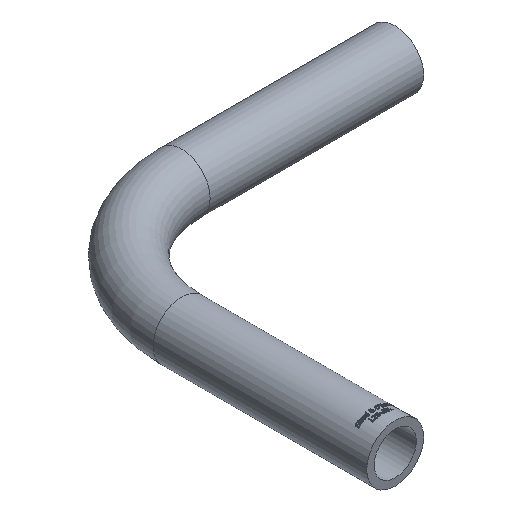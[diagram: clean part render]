
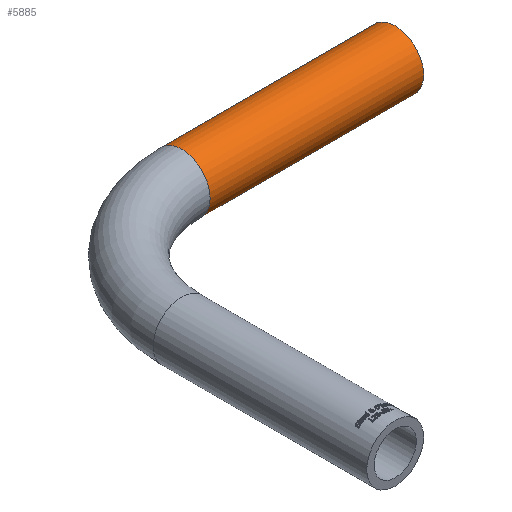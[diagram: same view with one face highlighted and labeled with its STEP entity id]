
A CAD part, isometric view. The second image highlights one B-rep face of the part: STEP entity #5885.
In plain terms, the highlighted cylindrical face has radius 6.35 mm (diameter 12.7 mm), a full revolution.
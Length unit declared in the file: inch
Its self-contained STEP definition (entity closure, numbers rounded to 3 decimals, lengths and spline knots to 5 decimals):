
#62=FACE_BOUND('',#1383,.T.);
#1022=FACE_OUTER_BOUND('',#1382,.T.);
#1382=EDGE_LOOP('',(#5492));
#1383=EDGE_LOOP('',(#5493));
#1511=CIRCLE('',#6177,0.25);
#1512=CIRCLE('',#6178,0.25);
#2887=VERTEX_POINT('',#13226);
#2888=VERTEX_POINT('',#13228);
#3759=EDGE_CURVE('',#2887,#2887,#1511,.T.);
#3760=EDGE_CURVE('',#2888,#2888,#1512,.T.);
#5492=ORIENTED_EDGE('',*,*,#3759,.F.);
#5493=ORIENTED_EDGE('',*,*,#3760,.T.);
#5538=CYLINDRICAL_SURFACE('',#6176,0.25);
#5885=ADVANCED_FACE('',(#1022,#62),#5538,.T.);
#6176=AXIS2_PLACEMENT_3D('',#13225,#7147,#7148);
#6177=AXIS2_PLACEMENT_3D('',#13227,#7149,#7150);
#6178=AXIS2_PLACEMENT_3D('',#13229,#7151,#7152);
#7147=DIRECTION('center_axis',(1.,0.,0.));
#7148=DIRECTION('ref_axis',(0.,1.,0.));
#7149=DIRECTION('center_axis',(1.,0.,0.));
#7150=DIRECTION('ref_axis',(0.,1.,0.));
#7151=DIRECTION('center_axis',(1.,0.,0.));
#7152=DIRECTION('ref_axis',(0.,1.,0.));
#13225=CARTESIAN_POINT('Origin',(1.125,3.,0.));
#13226=CARTESIAN_POINT('',(3.,2.75,0.));
#13227=CARTESIAN_POINT('Origin',(3.,3.,0.));
#13228=CARTESIAN_POINT('',(1.125,2.75,0.));
#13229=CARTESIAN_POINT('Origin',(1.125,3.,0.));
